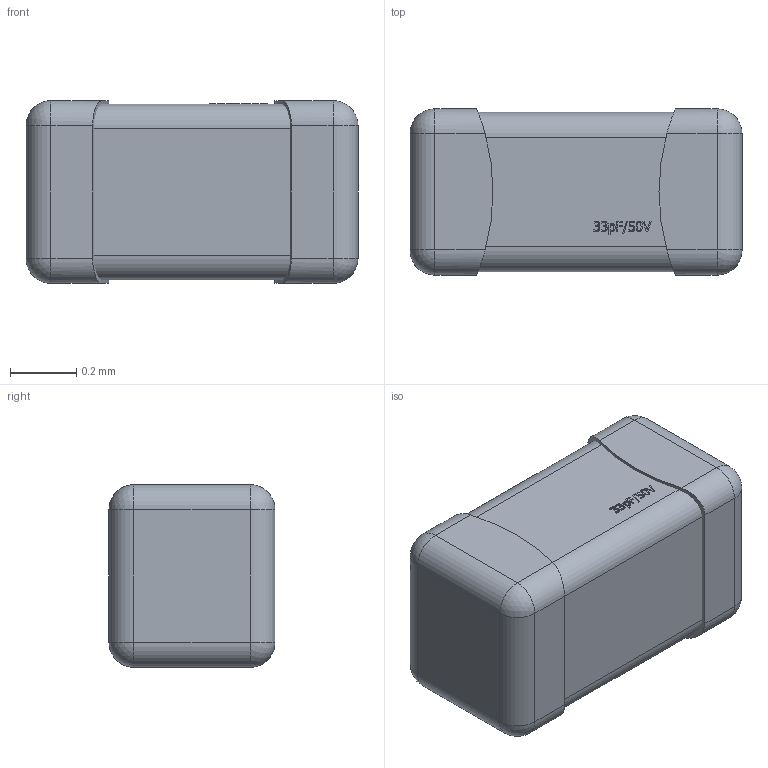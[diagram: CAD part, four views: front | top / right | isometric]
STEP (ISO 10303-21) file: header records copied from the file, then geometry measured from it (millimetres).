
FILE_DESCRIPTION(/* description */ (''),/* implementation_level */ '2;1');
FILE_NAME(/* name */ '1.stp',/* time_stamp */ '2019-05-07T17:17:59+02:00',/* author */ ('karim'),/* organization */ (''),/* preprocessor_version */ 'ST-DEVELOPER v15.6',/* originating_system */ 'Autodesk Inventor 2015',/* authorisation */ '');
FILE_SCHEMA (('AUTOMOTIVE_DESIGN { 1 0 10303 214 3 1 1 }'));
Length unit declared in the file: millimetre
Products named in the file (4): 1; 2; name
Bounding box: 1 x 0.5 x 0.55 mm (x, y, z)
Surface area: 4.2 mm2
Topology: 11 solids, 11 shells, 192 faces, 462 edges, 292 vertices
Faces by surface type: plane 75, bspline 71, cylinder 30, sphere 16
Entity records: 6036 total; most frequent: CARTESIAN_POINT 1948, ORIENTED_EDGE 924, DIRECTION 620, EDGE_CURVE 462, VERTEX_POINT 292, LINE 260, VECTOR 260, EDGE_LOOP 196
